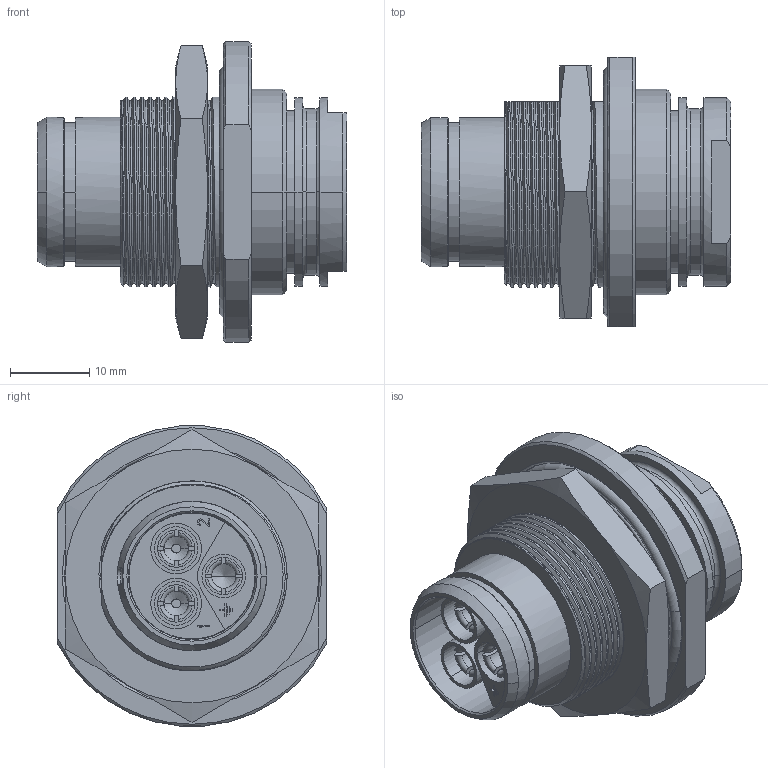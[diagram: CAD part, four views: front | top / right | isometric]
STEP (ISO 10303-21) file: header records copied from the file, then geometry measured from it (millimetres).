
FILE_DESCRIPTION((''),'2;1');
FILE_NAME('1331EV303AFS','2024-04-25T09:28:26',('paultorloting'),('NET AG system integration'),'CREO PARAMETRIC BY PTC INC, 2021404','CREO PARAMETRIC BY PTC INC, 2021404','');
FILE_SCHEMA(('AUTOMOTIVE_DESIGN { 1 0 10303 214 1 1 1 1 }'));
Length unit declared in the file: millimetre
Products named in the file (1): 1331EV303AFS
Bounding box: 39.1 x 34 x 37.86 mm (x, y, z)
Volume: 14170.9 mm3; surface area: 15776.9 mm2
Topology: 2 solids, 4 shells, 546 faces, 1442 edges, 922 vertices
Faces by surface type: plane 218, cylinder 163, cone 69, torus 48, bspline 48
Entity records: 34728 total; most frequent: CARTESIAN_POINT 18662, ORIENTED_EDGE 2868, DIRECTION 2634, EDGE_CURVE 1434, AXIS2_PLACEMENT_3D 1005, VERTEX_POINT 922, VECTOR 621, LINE 621
